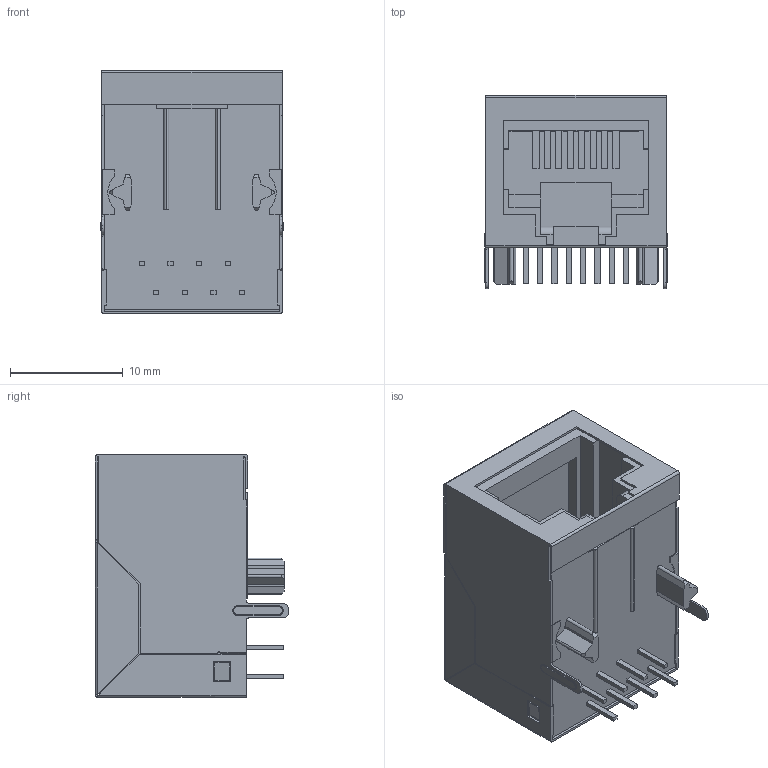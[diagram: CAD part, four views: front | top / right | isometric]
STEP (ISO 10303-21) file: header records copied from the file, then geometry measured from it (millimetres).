
FILE_DESCRIPTION (( 'STEP AP214' ), '1' );
FILE_NAME ('J00-0014NL.STEP', '2016-12-27T01:37:13', ( '' ), ( '' ), 'SwSTEP 2.0', 'SolidWorks 2012', '' );
FILE_SCHEMA (( 'AUTOMOTIVE_DESIGN' ));
Length unit declared in the file: millimetre
Products named in the file (1): J00-0014NL
Bounding box: 16.23 x 17.14 x 21.54 mm (x, y, z)
Volume: 1790.2 mm3; surface area: 3731.6 mm2
Topology: 1 solids, 1 shells, 368 faces, 1047 edges, 682 vertices
Faces by surface type: plane 300, cylinder 56, bspline 12
Entity records: 16014 total; most frequent: CARTESIAN_POINT 2613, ORIENTED_EDGE 2094, DIRECTION 1842, EDGE_CURVE 1047, LINE 904, VECTOR 904, VERTEX_POINT 682, AXIS2_PLACEMENT_3D 469
